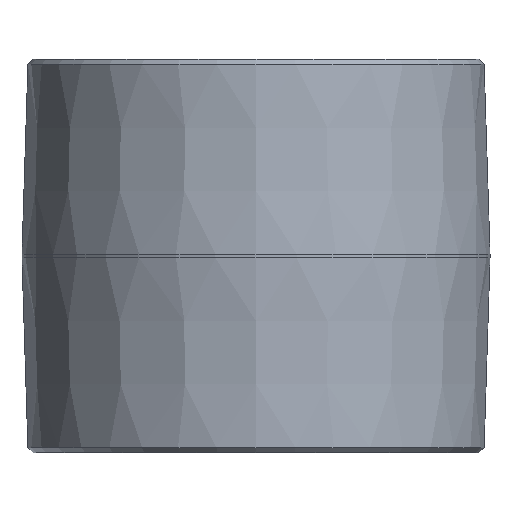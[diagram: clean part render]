
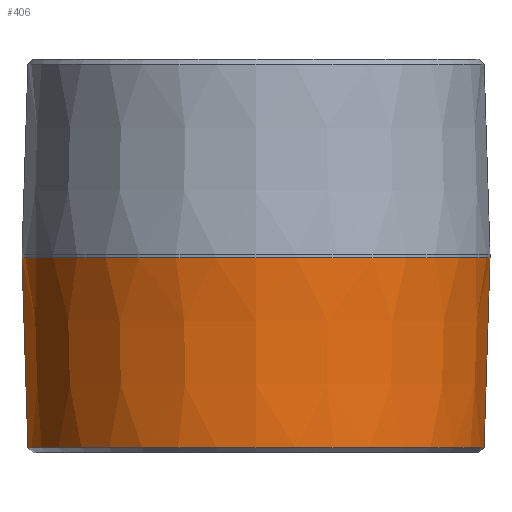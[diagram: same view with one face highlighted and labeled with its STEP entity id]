
A CAD part, front view. The second image highlights one B-rep face of the part: STEP entity #406.
In plain terms, the highlighted conical face has half-angle 1.78 degrees and reference radius 30.226 mm.
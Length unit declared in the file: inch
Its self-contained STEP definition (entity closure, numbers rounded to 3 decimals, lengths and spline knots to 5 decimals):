
#25 = CIRCLE ( 'NONE', #276, 1.16001 ) ;
#42 = DIRECTION ( 'NONE',  ( -0.031, 0., 1. ) ) ;
#43 = LINE ( 'NONE', #91, #332 ) ;
#51 = AXIS2_PLACEMENT_3D ( 'NONE', #464, #334, #82 ) ;
#59 = CIRCLE ( 'NONE', #415, 1.19 ) ;
#82 = DIRECTION ( 'NONE',  ( 1., 0., 0. ) ) ;
#91 = CARTESIAN_POINT ( 'NONE',  ( 1.19, 0., 0.99 ) ) ;
#131 = CARTESIAN_POINT ( 'NONE',  ( 1.19, 0., 0.99 ) ) ;
#154 = VECTOR ( 'NONE', #42, 39.37008 ) ;
#162 = FACE_OUTER_BOUND ( 'NONE', #198, .T. ) ;
#167 = CARTESIAN_POINT ( 'NONE',  ( 1.16001, 0., 0.02499 ) ) ;
#187 = ORIENTED_EDGE ( 'NONE', *, *, #394, .T. ) ;
#198 = EDGE_LOOP ( 'NONE', ( #285, #187, #291, #491 ) ) ;
#214 = DIRECTION ( 'NONE',  ( 0.031, 0., 1. ) ) ;
#223 = EDGE_CURVE ( 'NONE', #456, #444, #252, .T. ) ;
#248 = DIRECTION ( 'NONE',  ( 0., 0., -1. ) ) ;
#252 = LINE ( 'NONE', #427, #154 ) ;
#273 = VERTEX_POINT ( 'NONE', #131 ) ;
#276 = AXIS2_PLACEMENT_3D ( 'NONE', #379, #382, #338 ) ;
#283 = VERTEX_POINT ( 'NONE', #167 ) ;
#285 = ORIENTED_EDGE ( 'NONE', *, *, #223, .F. ) ;
#291 = ORIENTED_EDGE ( 'NONE', *, *, #337, .T. ) ;
#332 = VECTOR ( 'NONE', #214, 39.37008 ) ;
#334 = DIRECTION ( 'NONE',  ( 0., 0., 1. ) ) ;
#337 = EDGE_CURVE ( 'NONE', #283, #273, #43, .T. ) ;
#338 = DIRECTION ( 'NONE',  ( -1., 0., 0. ) ) ;
#379 = CARTESIAN_POINT ( 'NONE',  ( 0., 0., 0.02499 ) ) ;
#382 = DIRECTION ( 'NONE',  ( 0., 0., 1. ) ) ;
#394 = EDGE_CURVE ( 'NONE', #456, #283, #25, .T. ) ;
#406 = ADVANCED_FACE ( 'NONE', ( #162 ), #452, .T. ) ;
#415 = AXIS2_PLACEMENT_3D ( 'NONE', #422, #248, #506 ) ;
#422 = CARTESIAN_POINT ( 'NONE',  ( 0., 0., 0.99 ) ) ;
#424 = EDGE_CURVE ( 'NONE', #273, #444, #59, .T. ) ;
#427 = CARTESIAN_POINT ( 'NONE',  ( -1.19, 0., 0.99 ) ) ;
#444 = VERTEX_POINT ( 'NONE', #483 ) ;
#452 = CONICAL_SURFACE ( 'NONE', #51, 1.19, 0.031 ) ;
#456 = VERTEX_POINT ( 'NONE', #480 ) ;
#464 = CARTESIAN_POINT ( 'NONE',  ( 0., 0., 0.99 ) ) ;
#480 = CARTESIAN_POINT ( 'NONE',  ( -1.16001, 0., 0.02499 ) ) ;
#483 = CARTESIAN_POINT ( 'NONE',  ( -1.19, 0., 0.99 ) ) ;
#491 = ORIENTED_EDGE ( 'NONE', *, *, #424, .T. ) ;
#506 = DIRECTION ( 'NONE',  ( -1., 0., 0. ) ) ;
